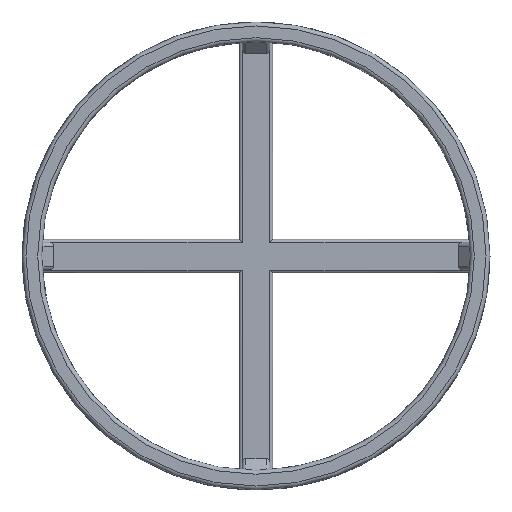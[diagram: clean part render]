
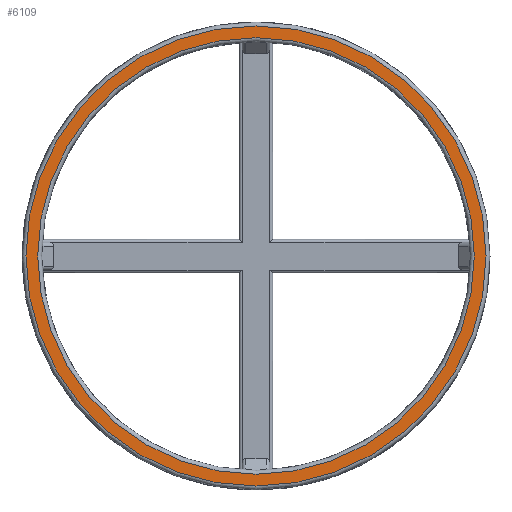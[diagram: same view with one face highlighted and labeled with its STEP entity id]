
A CAD part, top view. The second image highlights one B-rep face of the part: STEP entity #6109.
In plain terms, the highlighted planar face has unit normal (0, 0, 1).
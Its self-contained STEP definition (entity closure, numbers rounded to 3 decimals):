
#478 = TOROIDAL_SURFACE('',#479,55.5,1.);
#479 = AXIS2_PLACEMENT_3D('',#480,#481,#482);
#480 = CARTESIAN_POINT('',(0.,0.,21.));
#481 = DIRECTION('',(0.,0.,1.));
#482 = DIRECTION('',(1.,0.,-0.));
#4592 = VERTEX_POINT('',#4593);
#4593 = CARTESIAN_POINT('',(55.5,0.,22.));
#4613 = EDGE_CURVE('',#4592,#4592,#4614,.T.);
#4614 = SURFACE_CURVE('',#4615,(#4620,#4627),.PCURVE_S1.);
#4615 = CIRCLE('',#4616,55.5);
#4616 = AXIS2_PLACEMENT_3D('',#4617,#4618,#4619);
#4617 = CARTESIAN_POINT('',(0.,0.,22.)
  );
#4618 = DIRECTION('',(0.,0.,1.));
#4619 = DIRECTION('',(1.,0.,-0.));
#4620 = PCURVE('',#478,#4621);
#4621 = DEFINITIONAL_REPRESENTATION('',(#4622),#4626);
#4622 = LINE('',#4623,#4624);
#4623 = CARTESIAN_POINT('',(0.,1.571));
#4624 = VECTOR('',#4625,1.);
#4625 = DIRECTION('',(1.,0.));
#4626 = ( GEOMETRIC_REPRESENTATION_CONTEXT(2) 
PARAMETRIC_REPRESENTATION_CONTEXT() REPRESENTATION_CONTEXT('2D SPACE',''
  ) );
#4627 = PCURVE('',#4628,#4633);
#4628 = PLANE('',#4629);
#4629 = AXIS2_PLACEMENT_3D('',#4630,#4631,#4632);
#4630 = CARTESIAN_POINT('',(0.,0.,22.)
  );
#4631 = DIRECTION('',(0.,0.,1.));
#4632 = DIRECTION('',(1.,0.,-0.));
#4633 = DEFINITIONAL_REPRESENTATION('',(#4634),#4638);
#4634 = CIRCLE('',#4635,55.5);
#4635 = AXIS2_PLACEMENT_2D('',#4636,#4637);
#4636 = CARTESIAN_POINT('',(0.,0.));
#4637 = DIRECTION('',(1.,0.));
#4638 = ( GEOMETRIC_REPRESENTATION_CONTEXT(2) 
PARAMETRIC_REPRESENTATION_CONTEXT() REPRESENTATION_CONTEXT('2D SPACE',''
  ) );
#6109 = ADVANCED_FACE('',(#6110,#6141),#4628,.T.);
#6110 = FACE_BOUND('',#6111,.T.);
#6111 = EDGE_LOOP('',(#6112));
#6112 = ORIENTED_EDGE('',*,*,#6113,.T.);
#6113 = EDGE_CURVE('',#6114,#6114,#6116,.T.);
#6114 = VERTEX_POINT('',#6115);
#6115 = CARTESIAN_POINT('',(58.5,0.,22.));
#6116 = SURFACE_CURVE('',#6117,(#6122,#6129),.PCURVE_S1.);
#6117 = CIRCLE('',#6118,58.5);
#6118 = AXIS2_PLACEMENT_3D('',#6119,#6120,#6121);
#6119 = CARTESIAN_POINT('',(0.,0.,22.));
#6120 = DIRECTION('',(0.,0.,1.));
#6121 = DIRECTION('',(1.,0.,-0.));
#6122 = PCURVE('',#4628,#6123);
#6123 = DEFINITIONAL_REPRESENTATION('',(#6124),#6128);
#6124 = CIRCLE('',#6125,58.5);
#6125 = AXIS2_PLACEMENT_2D('',#6126,#6127);
#6126 = CARTESIAN_POINT('',(0.,0.));
#6127 = DIRECTION('',(1.,0.));
#6128 = ( GEOMETRIC_REPRESENTATION_CONTEXT(2) 
PARAMETRIC_REPRESENTATION_CONTEXT() REPRESENTATION_CONTEXT('2D SPACE',''
  ) );
#6129 = PCURVE('',#6130,#6135);
#6130 = TOROIDAL_SURFACE('',#6131,58.5,1.);
#6131 = AXIS2_PLACEMENT_3D('',#6132,#6133,#6134);
#6132 = CARTESIAN_POINT('',(0.,0.,21.));
#6133 = DIRECTION('',(0.,0.,1.));
#6134 = DIRECTION('',(1.,0.,-0.));
#6135 = DEFINITIONAL_REPRESENTATION('',(#6136),#6140);
#6136 = LINE('',#6137,#6138);
#6137 = CARTESIAN_POINT('',(0.,1.571));
#6138 = VECTOR('',#6139,1.);
#6139 = DIRECTION('',(1.,0.));
#6140 = ( GEOMETRIC_REPRESENTATION_CONTEXT(2) 
PARAMETRIC_REPRESENTATION_CONTEXT() REPRESENTATION_CONTEXT('2D SPACE',''
  ) );
#6141 = FACE_BOUND('',#6142,.T.);
#6142 = EDGE_LOOP('',(#6143));
#6143 = ORIENTED_EDGE('',*,*,#4613,.F.);
